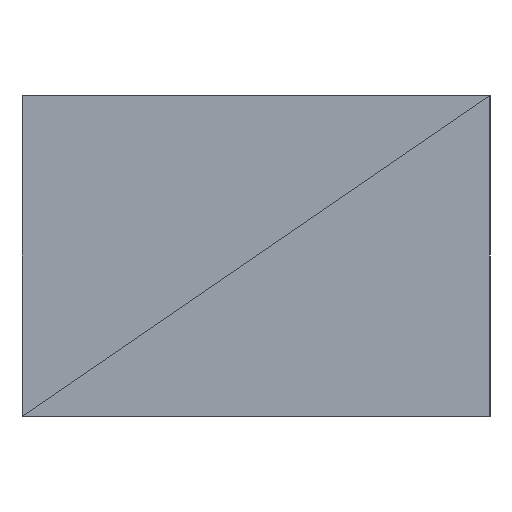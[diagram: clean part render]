
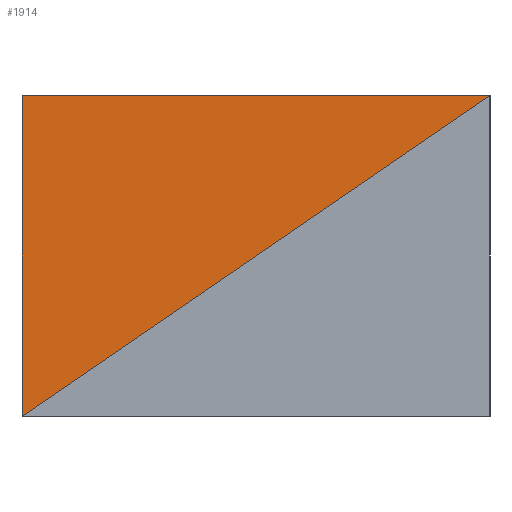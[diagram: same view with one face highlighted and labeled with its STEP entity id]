
A CAD part, left-side view. The second image highlights one B-rep face of the part: STEP entity #1914.
In plain terms, the highlighted planar face has unit normal (-1, 0, 0).
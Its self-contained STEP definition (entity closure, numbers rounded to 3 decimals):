
#1914=ADVANCED_FACE('',(#1915),#1941,.F.);
#1915=FACE_OUTER_BOUND('',#1916,.T.);
#1916=EDGE_LOOP('',(#1917,#1919,#1921));
#1917=ORIENTED_EDGE('',*,*,#1918,.T.);
#1918=EDGE_CURVE('',#1923,#1925,#1927,.T.);
#1919=ORIENTED_EDGE('',*,*,#1920,.T.);
#1920=EDGE_CURVE('',#1925,#1931,#1933,.T.);
#1921=ORIENTED_EDGE('',*,*,#1922,.T.);
#1922=EDGE_CURVE('',#1931,#1923,#1937,.T.);
#1923=VERTEX_POINT('',#1924);
#1924=CARTESIAN_POINT('',(-1.702,0.927,0.0));
#1925=VERTEX_POINT('',#1926);
#1926=CARTESIAN_POINT('',(-1.702,0.927,1.27));
#1927=LINE('',#1928,#1929);
#1928=CARTESIAN_POINT('',(-1.702,0.927,0.0));
#1929=VECTOR('',#1930,1.0);
#1930=DIRECTION('',(0.0,0.0,-1.0));
#1931=VERTEX_POINT('',#1932);
#1932=CARTESIAN_POINT('',(-1.702,-0.927,1.27));
#1933=LINE('',#1934,#1935);
#1934=CARTESIAN_POINT('',(-1.702,0.927,1.27));
#1935=VECTOR('',#1936,1.0);
#1936=DIRECTION('',(0.0,1.0,0.0));
#1937=LINE('',#1938,#1939);
#1938=CARTESIAN_POINT('',(-1.702,-0.927,1.27));
#1939=VECTOR('',#1940,1.0);
#1940=DIRECTION('',(0.0,-0.825,0.565));
#1941=PLANE('',#1942);
#1942=AXIS2_PLACEMENT_3D('',#1943,#1944,#1945);
#1943=CARTESIAN_POINT('',(-1.702,0.927,1.27));
#1944=DIRECTION('',(1.0,0.0,0.0));
#1945=DIRECTION('',(0.0,0.825,-0.565));
